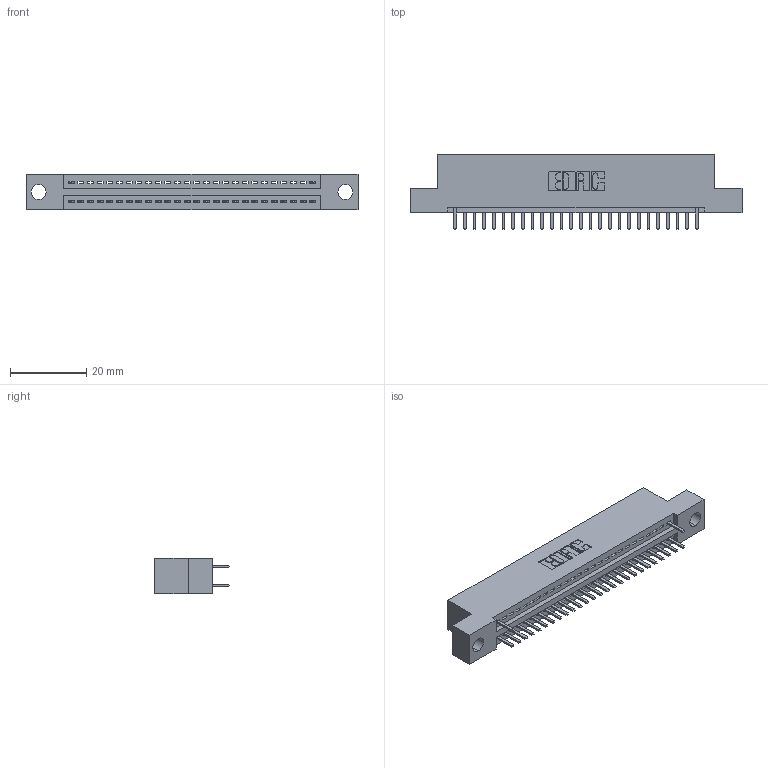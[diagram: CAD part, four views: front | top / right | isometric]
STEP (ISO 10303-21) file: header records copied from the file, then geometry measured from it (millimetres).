
FILE_DESCRIPTION (( 'STEP AP203' ), '1' );
FILE_NAME ('345-052-520-204.STEP', '2018-09-22T19:37:44', ( '' ), ( '' ), 'SwSTEP 2.0', 'SolidWorks 2016', '' );
FILE_SCHEMA (( 'CONFIG_CONTROL_DESIGN' ));
Length unit declared in the file: inch
Products named in the file (3): 345-052-520-204; 345 Part_Flush Mounting Lugs - 0.156 Dia-TH; 345-292-001_345-293-120
Assembly tree (29 placements, depth 2):
  345-052-520-204
    345 Part_Flush Mounting Lugs - 0.156 Dia-TH
    345-292-001_345-293-120  x28
Bounding box: 87.25 x 19.68 x 9.4 mm (x, y, z)
Volume: 8010.4 mm3; surface area: 10094.6 mm2
Topology: 29 solids, 29 shells, 1830 faces, 5385 edges, 3514 vertices
Faces by surface type: plane 1228, cylinder 602
Entity records: 21903 total; most frequent: CARTESIAN_POINT 3804, ORIENTED_EDGE 3750, DIRECTION 3335, EDGE_CURVE 1875, VECTOR 1635, LINE 1635, VERTEX_POINT 1246, AXIS2_PLACEMENT_3D 850
